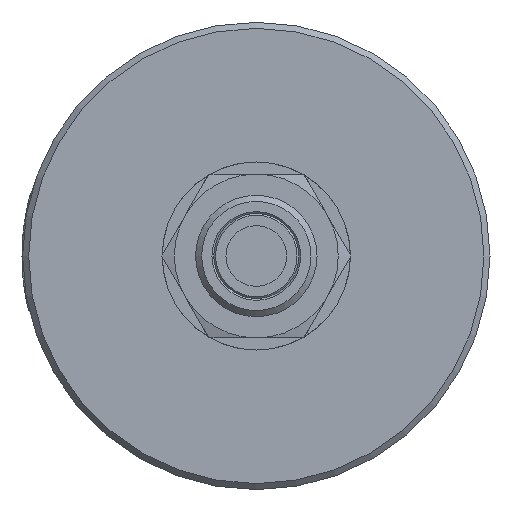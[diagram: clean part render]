
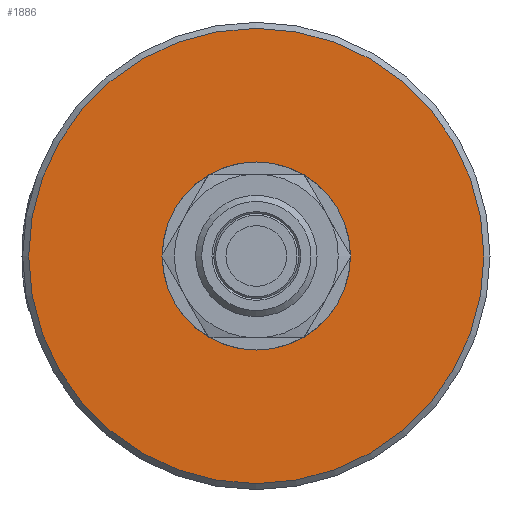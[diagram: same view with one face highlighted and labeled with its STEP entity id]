
A CAD part, left-side view. The second image highlights one B-rep face of the part: STEP entity #1886.
In plain terms, the highlighted planar face has unit normal (-1, 0, 0).
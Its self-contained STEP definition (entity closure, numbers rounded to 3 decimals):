
#94=CIRCLE('',#2039,37.5);
#95=CIRCLE('',#2042,15.5);
#96=CIRCLE('',#2043,15.5);
#143=FACE_BOUND('',#443,.T.);
#176=PLANE('',#2041);
#316=FACE_OUTER_BOUND('',#442,.T.);
#442=EDGE_LOOP('',(#1641));
#443=EDGE_LOOP('',(#1642,#1643));
#913=VERTEX_POINT('',#4080);
#914=VERTEX_POINT('',#4085);
#915=VERTEX_POINT('',#4086);
#1168=EDGE_CURVE('',#913,#913,#94,.T.);
#1169=EDGE_CURVE('',#914,#915,#95,.T.);
#1170=EDGE_CURVE('',#915,#914,#96,.T.);
#1641=ORIENTED_EDGE('',*,*,#1168,.F.);
#1642=ORIENTED_EDGE('',*,*,#1169,.T.);
#1643=ORIENTED_EDGE('',*,*,#1170,.T.);
#1886=ADVANCED_FACE('',(#316,#143),#176,.F.);
#2039=AXIS2_PLACEMENT_3D('',#4082,#2398,#2399);
#2041=AXIS2_PLACEMENT_3D('',#4084,#2402,#2403);
#2042=AXIS2_PLACEMENT_3D('',#4087,#2404,#2405);
#2043=AXIS2_PLACEMENT_3D('',#4088,#2406,#2407);
#2398=DIRECTION('center_axis',(1.,0.,0.));
#2399=DIRECTION('ref_axis',(0.,-1.,0.));
#2402=DIRECTION('center_axis',(1.,0.,0.));
#2403=DIRECTION('ref_axis',(0.,0.,-1.));
#2404=DIRECTION('center_axis',(1.,0.,0.));
#2405=DIRECTION('ref_axis',(0.,0.,1.));
#2406=DIRECTION('center_axis',(1.,0.,0.));
#2407=DIRECTION('ref_axis',(0.,0.,1.));
#4080=CARTESIAN_POINT('',(0.,37.5,0.));
#4082=CARTESIAN_POINT('Origin',(0.,0.,0.));
#4084=CARTESIAN_POINT('Origin',(0.,0.,0.));
#4085=CARTESIAN_POINT('',(0.,0.,15.5));
#4086=CARTESIAN_POINT('',(0.,0.,-15.5));
#4087=CARTESIAN_POINT('Origin',(0.,0.,0.));
#4088=CARTESIAN_POINT('Origin',(0.,0.,0.));
